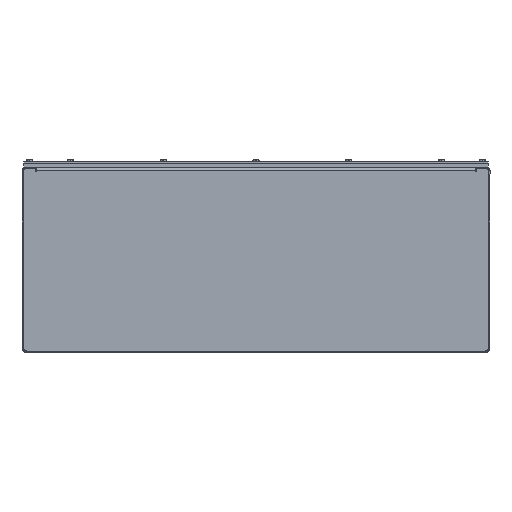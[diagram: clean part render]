
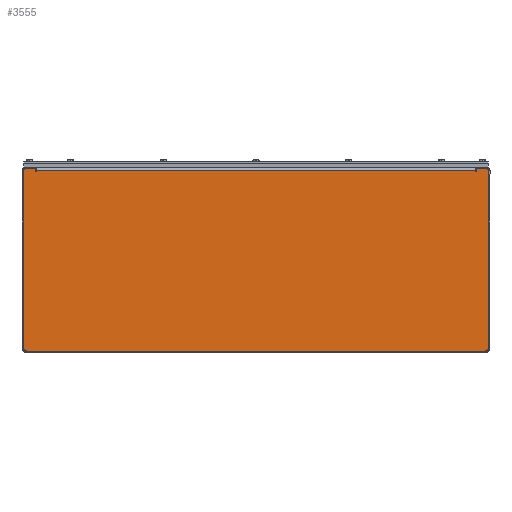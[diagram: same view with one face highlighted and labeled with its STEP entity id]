
A CAD part, front view. The second image highlights one B-rep face of the part: STEP entity #3555.
In plain terms, the highlighted face is planar.
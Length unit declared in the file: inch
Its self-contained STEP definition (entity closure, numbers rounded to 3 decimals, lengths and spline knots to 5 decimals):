
#465=PLANE('',#3810);
#591=LINE('',#5501,#809);
#606=LINE('',#5538,#824);
#616=LINE('',#5563,#834);
#619=LINE('',#5571,#837);
#621=LINE('',#5575,#839);
#622=LINE('',#5577,#840);
#623=LINE('',#5579,#841);
#624=LINE('',#5580,#842);
#809=VECTOR('',#4406,28.396);
#824=VECTOR('',#4445,0.14063);
#834=VECTOR('',#4467,0.79175);
#837=VECTOR('',#4476,0.14063);
#839=VECTOR('',#4480,0.79175);
#840=VECTOR('',#4481,11.792);
#841=VECTOR('',#4482,30.042);
#842=VECTOR('',#4483,11.792);
#1161=FACE_OUTER_BOUND('',#1397,.T.);
#1397=EDGE_LOOP('',(#2752,#2753,#2754,#2755,#2756,#2757,#2758,#2759,#2760,
#2761));
#1652=CIRCLE('',#3802,0.01562);
#1655=CIRCLE('',#3808,0.01562);
#1842=VERTEX_POINT('',#5498);
#1843=VERTEX_POINT('',#5500);
#1852=VERTEX_POINT('',#5536);
#1853=VERTEX_POINT('',#5537);
#1862=VERTEX_POINT('',#5562);
#1863=VERTEX_POINT('',#5566);
#1864=VERTEX_POINT('',#5570);
#1865=VERTEX_POINT('',#5574);
#1866=VERTEX_POINT('',#5576);
#1867=VERTEX_POINT('',#5578);
#2168=EDGE_CURVE('',#1843,#1842,#591,.T.);
#2186=EDGE_CURVE('',#1852,#1853,#606,.T.);
#2190=EDGE_CURVE('',#1853,#1843,#1652,.T.);
#2199=EDGE_CURVE('',#1852,#1862,#616,.T.);
#2201=EDGE_CURVE('',#1842,#1863,#1655,.T.);
#2203=EDGE_CURVE('',#1863,#1864,#619,.T.);
#2205=EDGE_CURVE('',#1865,#1864,#621,.T.);
#2206=EDGE_CURVE('',#1866,#1865,#622,.T.);
#2207=EDGE_CURVE('',#1867,#1866,#623,.T.);
#2208=EDGE_CURVE('',#1862,#1867,#624,.T.);
#2752=ORIENTED_EDGE('',*,*,#2190,.T.);
#2753=ORIENTED_EDGE('',*,*,#2168,.T.);
#2754=ORIENTED_EDGE('',*,*,#2201,.T.);
#2755=ORIENTED_EDGE('',*,*,#2203,.T.);
#2756=ORIENTED_EDGE('',*,*,#2205,.F.);
#2757=ORIENTED_EDGE('',*,*,#2206,.F.);
#2758=ORIENTED_EDGE('',*,*,#2207,.F.);
#2759=ORIENTED_EDGE('',*,*,#2208,.F.);
#2760=ORIENTED_EDGE('',*,*,#2199,.F.);
#2761=ORIENTED_EDGE('',*,*,#2186,.T.);
#3555=ADVANCED_FACE('',(#1161),#465,.T.);
#3802=AXIS2_PLACEMENT_3D('',#5545,#4451,#4452);
#3808=AXIS2_PLACEMENT_3D('',#5567,#4471,#4472);
#3810=AXIS2_PLACEMENT_3D('',#5573,#4478,#4479);
#4406=DIRECTION('',(1.,0.,0.));
#4445=DIRECTION('',(0.,1.,0.));
#4451=DIRECTION('center_axis',(0.,0.,-1.));
#4452=DIRECTION('ref_axis',(1.,0.,0.));
#4467=DIRECTION('',(-1.,0.,0.));
#4471=DIRECTION('center_axis',(0.,0.,-1.));
#4472=DIRECTION('ref_axis',(-1.,0.,0.));
#4476=DIRECTION('',(0.,-1.,0.));
#4478=DIRECTION('center_axis',(0.,0.,1.));
#4479=DIRECTION('ref_axis',(1.,0.,0.));
#4480=DIRECTION('',(-1.,0.,0.));
#4481=DIRECTION('',(0.,-1.,0.));
#4482=DIRECTION('',(1.,0.,0.));
#4483=DIRECTION('',(0.,1.,0.));
#5498=CARTESIAN_POINT('',(14.198,-5.75538,0.104));
#5500=CARTESIAN_POINT('',(-14.198,-5.75538,0.104));
#5501=CARTESIAN_POINT('',(-7.099,-5.75538,0.104));
#5536=CARTESIAN_POINT('',(-14.22925,-5.896,0.104));
#5537=CARTESIAN_POINT('',(-14.22925,-5.75538,0.104));
#5538=CARTESIAN_POINT('',(-14.22925,-2.948,0.104));
#5545=CARTESIAN_POINT('Origin',(-14.21363,-5.75538,0.104));
#5562=CARTESIAN_POINT('',(-15.021,-5.896,0.104));
#5563=CARTESIAN_POINT('',(15.021,-5.896,0.104));
#5566=CARTESIAN_POINT('',(14.22925,-5.75538,0.104));
#5567=CARTESIAN_POINT('Origin',(14.21363,-5.75538,0.104));
#5570=CARTESIAN_POINT('',(14.22925,-5.896,0.104));
#5571=CARTESIAN_POINT('',(14.22925,-2.87769,0.104));
#5573=CARTESIAN_POINT('Origin',(0.,0.,
0.104));
#5574=CARTESIAN_POINT('',(15.021,-5.896,0.104));
#5575=CARTESIAN_POINT('',(15.021,-5.896,0.104));
#5576=CARTESIAN_POINT('',(15.021,5.896,0.104));
#5577=CARTESIAN_POINT('',(15.021,5.896,0.104));
#5578=CARTESIAN_POINT('',(-15.021,5.896,0.104));
#5579=CARTESIAN_POINT('',(-15.021,5.896,0.104));
#5580=CARTESIAN_POINT('',(-15.021,-5.896,0.104));
